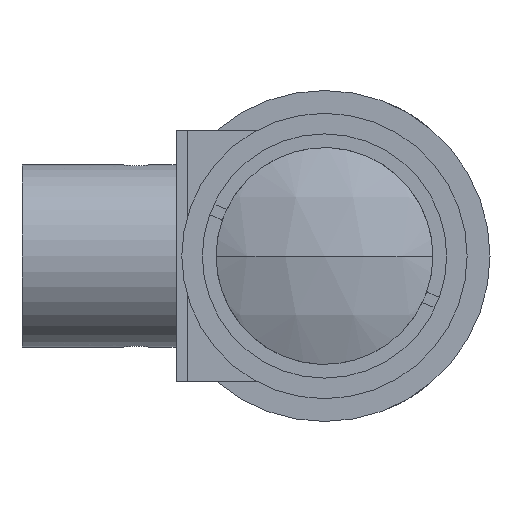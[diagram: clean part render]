
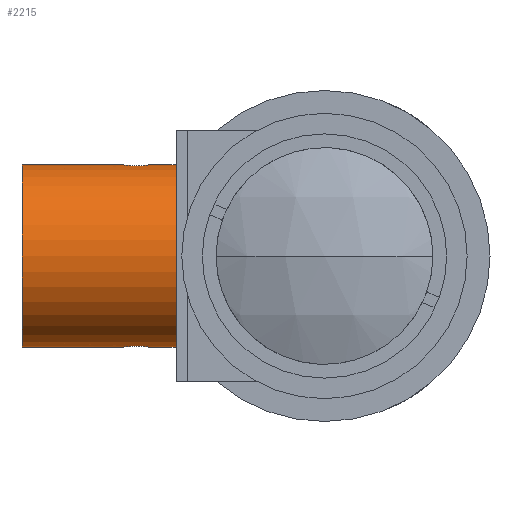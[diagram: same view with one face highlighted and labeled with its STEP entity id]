
A CAD part, left-side view. The second image highlights one B-rep face of the part: STEP entity #2215.
In plain terms, the highlighted cylindrical face has radius 8 mm (diameter 16 mm), a partial arc.
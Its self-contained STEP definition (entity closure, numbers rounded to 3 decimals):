
#180 = CARTESIAN_POINT ( 'NONE',  ( 37.76, 13., -8. ) ) ;
#192 = CARTESIAN_POINT ( 'NONE',  ( 37.76, 15.25, -8. ) ) ;
#236 = B_SPLINE_CURVE_WITH_KNOTS ( 'NONE', 3,
 ( #1583, #1338, #1492, #1306, #1244, #987, #1173, #1136, #903, #967, #915, #815, #802, #745, #718, #531, #581, #594, #329, #413, #516, #271 ),
 .UNSPECIFIED., .F., .F.,
 ( 4, 2, 2, 2, 2, 2, 2, 2, 2, 2, 4 ),
 ( 0., 0., 0.001, 0.001, 0.002, 0.002, 0.002, 0.003, 0.003, 0.004, 0.004 ),
 .UNSPECIFIED. ) ;
#271 = CARTESIAN_POINT ( 'NONE',  ( 37.76, 17.75, 8. ) ) ;
#329 = CARTESIAN_POINT ( 'NONE',  ( 37.435, 17.71, 7.994 ) ) ;
#331 = ORIENTED_EDGE ( 'NONE', *, *, #918, .F. ) ;
#344 = EDGE_CURVE ( 'NONE', #1688, #587, #724, .T. ) ;
#350 = VERTEX_POINT ( 'NONE', #3570 ) ;
#413 = CARTESIAN_POINT ( 'NONE',  ( 37.595, 17.742, 7.999 ) ) ;
#440 = EDGE_CURVE ( 'NONE', #2969, #1100, #478, .T. ) ;
#478 = LINE ( 'NONE', #1578, #1762 ) ;
#481 = EDGE_LOOP ( 'NONE', ( #1564, #331, #2267, #749, #1451, #1842, #1134, #1668 ) ) ;
#488 = FACE_OUTER_BOUND ( 'NONE', #481, .T. ) ;
#516 = CARTESIAN_POINT ( 'NONE',  ( 37.678, 17.75, 8. ) ) ;
#531 = CARTESIAN_POINT ( 'NONE',  ( 36.993, 17.5, 7.964 ) ) ;
#581 = CARTESIAN_POINT ( 'NONE',  ( 37.13, 17.592, 7.977 ) ) ;
#587 = VERTEX_POINT ( 'NONE', #192 ) ;
#594 = CARTESIAN_POINT ( 'NONE',  ( 37.357, 17.686, 7.99 ) ) ;
#718 = CARTESIAN_POINT ( 'NONE',  ( 36.76, 17.267, 7.938 ) ) ;
#724 = LINE ( 'NONE', #180, #2268 ) ;
#744 = DIRECTION ( 'NONE',  ( 0., 1., 0. ) ) ;
#745 = CARTESIAN_POINT ( 'NONE',  ( 36.668, 17.13, 7.925 ) ) ;
#749 = ORIENTED_EDGE ( 'NONE', *, *, #1672, .T. ) ;
#775 = EDGE_CURVE ( 'NONE', #350, #1100, #2545, .T. ) ;
#802 = CARTESIAN_POINT ( 'NONE',  ( 36.574, 16.903, 7.912 ) ) ;
#807 = VERTEX_POINT ( 'NONE', #2667 ) ;
#811 = DIRECTION ( 'NONE',  ( 0., 1., 0. ) ) ;
#815 = CARTESIAN_POINT ( 'NONE',  ( 36.55, 16.825, 7.908 ) ) ;
#840 = VERTEX_POINT ( 'NONE', #2239 ) ;
#888 = B_SPLINE_CURVE_WITH_KNOTS ( 'NONE', 3,
 ( #3162, #2906, #2891, #2639, #2632, #2618, #2355, #2089, #2079, #2065, #1808, #1796, #1567, #1552, #1537, #1523, #1278, #1264, #1252, #1007, #994, #978 ),
 .UNSPECIFIED., .F., .F.,
 ( 4, 2, 2, 2, 2, 2, 2, 2, 2, 2, 4 ),
 ( 0., 0., 0.001, 0.001, 0.002, 0.002, 0.002, 0.003, 0.003, 0.004, 0.004 ),
 .UNSPECIFIED. ) ;
#894 = CARTESIAN_POINT ( 'NONE',  ( 37.76, 17.75, -8. ) ) ;
#903 = CARTESIAN_POINT ( 'NONE',  ( 36.51, 16.336, 7.902 ) ) ;
#915 = CARTESIAN_POINT ( 'NONE',  ( 36.518, 16.664, 7.903 ) ) ;
#918 = EDGE_CURVE ( 'NONE', #807, #1688, #2743, .T. ) ;
#967 = CARTESIAN_POINT ( 'NONE',  ( 36.51, 16.581, 7.902 ) ) ;
#978 = CARTESIAN_POINT ( 'NONE',  ( 37.76, 15.25, -8. ) ) ;
#987 = CARTESIAN_POINT ( 'NONE',  ( 36.761, 15.731, 7.938 ) ) ;
#994 = CARTESIAN_POINT ( 'NONE',  ( 37.678, 15.25, -8. ) ) ;
#1007 = CARTESIAN_POINT ( 'NONE',  ( 37.595, 15.258, -7.999 ) ) ;
#1100 = VERTEX_POINT ( 'NONE', #1901 ) ;
#1134 = ORIENTED_EDGE ( 'NONE', *, *, #440, .F. ) ;
#1136 = CARTESIAN_POINT ( 'NONE',  ( 36.543, 16.172, 7.907 ) ) ;
#1140 = DIRECTION ( 'NONE',  ( 0., 0., -1. ) ) ;
#1155 = DIRECTION ( 'NONE',  ( 0., -1., 0. ) ) ;
#1161 = CARTESIAN_POINT ( 'NONE',  ( 37.76, 13., 0. ) ) ;
#1173 = CARTESIAN_POINT ( 'NONE',  ( 36.668, 15.871, 7.925 ) ) ;
#1197 = EDGE_CURVE ( 'NONE', #840, #350, #2873, .T. ) ;
#1244 = CARTESIAN_POINT ( 'NONE',  ( 36.991, 15.501, 7.964 ) ) ;
#1252 = CARTESIAN_POINT ( 'NONE',  ( 37.435, 15.29, -7.994 ) ) ;
#1264 = CARTESIAN_POINT ( 'NONE',  ( 37.357, 15.314, -7.99 ) ) ;
#1278 = CARTESIAN_POINT ( 'NONE',  ( 37.13, 15.408, -7.977 ) ) ;
#1306 = CARTESIAN_POINT ( 'NONE',  ( 37.13, 15.408, 7.977 ) ) ;
#1311 = VERTEX_POINT ( 'NONE', #2424 ) ;
#1338 = CARTESIAN_POINT ( 'NONE',  ( 37.595, 15.25, 8. ) ) ;
#1363 = VECTOR ( 'NONE', #2250, 1000. ) ;
#1371 = DIRECTION ( 'NONE',  ( 0., 0., 1. ) ) ;
#1381 = CARTESIAN_POINT ( 'NONE',  ( 37.76, 13., 0. ) ) ;
#1451 = ORIENTED_EDGE ( 'NONE', *, *, #1197, .T. ) ;
#1492 = CARTESIAN_POINT ( 'NONE',  ( 37.432, 15.283, 7.995 ) ) ;
#1523 = CARTESIAN_POINT ( 'NONE',  ( 36.993, 15.5, -7.964 ) ) ;
#1537 = CARTESIAN_POINT ( 'NONE',  ( 36.76, 15.733, -7.938 ) ) ;
#1541 = DIRECTION ( 'NONE',  ( 0., 1., 0. ) ) ;
#1552 = CARTESIAN_POINT ( 'NONE',  ( 36.668, 15.87, -7.925 ) ) ;
#1564 = ORIENTED_EDGE ( 'NONE', *, *, #344, .F. ) ;
#1567 = CARTESIAN_POINT ( 'NONE',  ( 36.574, 16.097, -7.912 ) ) ;
#1578 = CARTESIAN_POINT ( 'NONE',  ( 37.76, 13., -8. ) ) ;
#1583 = CARTESIAN_POINT ( 'NONE',  ( 37.76, 15.25, 8. ) ) ;
#1668 = ORIENTED_EDGE ( 'NONE', *, *, #2917, .T. ) ;
#1672 = EDGE_CURVE ( 'NONE', #1311, #840, #236, .T. ) ;
#1688 = VERTEX_POINT ( 'NONE', #3487 ) ;
#1762 = VECTOR ( 'NONE', #1892, 1000. ) ;
#1774 = CYLINDRICAL_SURFACE ( 'NONE', #2975, 8. ) ;
#1796 = CARTESIAN_POINT ( 'NONE',  ( 36.55, 16.175, -7.908 ) ) ;
#1797 = AXIS2_PLACEMENT_3D ( 'NONE', #1161, #1155, #1140 ) ;
#1808 = CARTESIAN_POINT ( 'NONE',  ( 36.518, 16.336, -7.903 ) ) ;
#1842 = ORIENTED_EDGE ( 'NONE', *, *, #775, .T. ) ;
#1892 = DIRECTION ( 'NONE',  ( 0., 1., 0. ) ) ;
#1901 = CARTESIAN_POINT ( 'NONE',  ( 37.76, 26.5, -8. ) ) ;
#2065 = CARTESIAN_POINT ( 'NONE',  ( 36.51, 16.419, -7.902 ) ) ;
#2069 = CARTESIAN_POINT ( 'NONE',  ( 37.76, 13., 8. ) ) ;
#2079 = CARTESIAN_POINT ( 'NONE',  ( 36.51, 16.664, -7.902 ) ) ;
#2089 = CARTESIAN_POINT ( 'NONE',  ( 36.543, 16.828, -7.907 ) ) ;
#2215 = ADVANCED_FACE ( 'NONE', ( #488 ), #1774, .T. ) ;
#2239 = CARTESIAN_POINT ( 'NONE',  ( 37.76, 17.75, 8. ) ) ;
#2250 = DIRECTION ( 'NONE',  ( 0., 1., 0. ) ) ;
#2267 = ORIENTED_EDGE ( 'NONE', *, *, #3136, .T. ) ;
#2268 = VECTOR ( 'NONE', #744, 1000. ) ;
#2355 = CARTESIAN_POINT ( 'NONE',  ( 36.668, 17.129, -7.925 ) ) ;
#2424 = CARTESIAN_POINT ( 'NONE',  ( 37.76, 15.25, 8. ) ) ;
#2545 = CIRCLE ( 'NONE', #2955, 8. ) ;
#2618 = CARTESIAN_POINT ( 'NONE',  ( 36.761, 17.269, -7.938 ) ) ;
#2632 = CARTESIAN_POINT ( 'NONE',  ( 36.991, 17.499, -7.964 ) ) ;
#2639 = CARTESIAN_POINT ( 'NONE',  ( 37.13, 17.592, -7.977 ) ) ;
#2667 = CARTESIAN_POINT ( 'NONE',  ( 37.76, 13., 8. ) ) ;
#2699 = DIRECTION ( 'NONE',  ( 0., 0., -1. ) ) ;
#2718 = DIRECTION ( 'NONE',  ( 0., -1., 0. ) ) ;
#2741 = VECTOR ( 'NONE', #1541, 1000. ) ;
#2743 = CIRCLE ( 'NONE', #1797, 8. ) ;
#2750 = CARTESIAN_POINT ( 'NONE',  ( 37.76, 26.5, 0. ) ) ;
#2873 = LINE ( 'NONE', #3149, #1363 ) ;
#2891 = CARTESIAN_POINT ( 'NONE',  ( 37.432, 17.717, -7.995 ) ) ;
#2906 = CARTESIAN_POINT ( 'NONE',  ( 37.595, 17.75, -8. ) ) ;
#2917 = EDGE_CURVE ( 'NONE', #2969, #587, #888, .T. ) ;
#2955 = AXIS2_PLACEMENT_3D ( 'NONE', #2750, #2718, #2699 ) ;
#2969 = VERTEX_POINT ( 'NONE', #894 ) ;
#2975 = AXIS2_PLACEMENT_3D ( 'NONE', #1381, #811, #1371 ) ;
#3136 = EDGE_CURVE ( 'NONE', #807, #1311, #3468, .T. ) ;
#3149 = CARTESIAN_POINT ( 'NONE',  ( 37.76, 13., 8. ) ) ;
#3162 = CARTESIAN_POINT ( 'NONE',  ( 37.76, 17.75, -8. ) ) ;
#3468 = LINE ( 'NONE', #2069, #2741 ) ;
#3487 = CARTESIAN_POINT ( 'NONE',  ( 37.76, 13., -8. ) ) ;
#3570 = CARTESIAN_POINT ( 'NONE',  ( 37.76, 26.5, 8. ) ) ;
